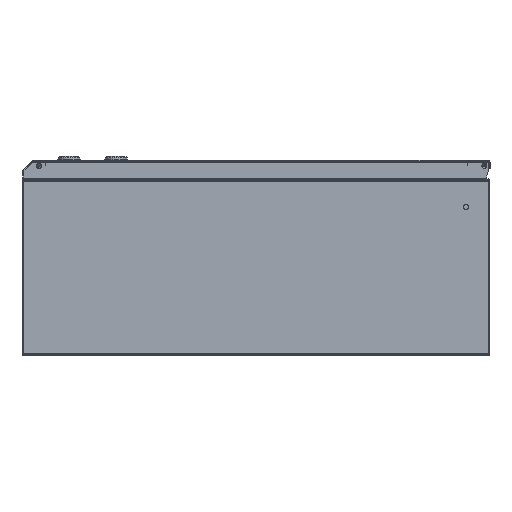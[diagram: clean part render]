
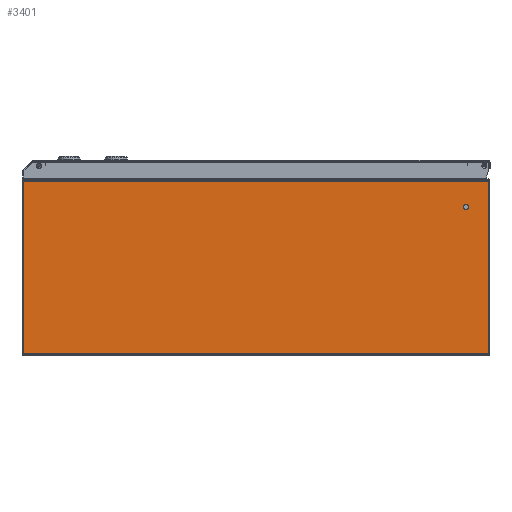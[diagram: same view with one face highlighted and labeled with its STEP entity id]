
A CAD part, front view. The second image highlights one B-rep face of the part: STEP entity #3401.
In plain terms, the highlighted face is planar.
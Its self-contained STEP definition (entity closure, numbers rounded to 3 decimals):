
#24 = ORIENTED_EDGE ( 'NONE', *, *, #529, .T. ) ;
#529 = EDGE_CURVE ( 'NONE', #4539, #18247, #18038, .T. ) ;
#1395 = DIRECTION ( 'NONE',  ( 0., 0., -1. ) ) ;
#2000 = CARTESIAN_POINT ( 'NONE',  ( -233.453, 0., 518.938 ) ) ;
#2066 = ORIENTED_EDGE ( 'NONE', *, *, #19608, .T. ) ;
#2207 = EDGE_CURVE ( 'NONE', #16997, #19455, #18308, .T. ) ;
#2431 = PLANE ( 'NONE',  #4482 ) ;
#3099 = ORIENTED_EDGE ( 'NONE', *, *, #9255, .F. ) ;
#3401 = ADVANCED_FACE ( 'NONE', ( #15285, #10251 ), #2431, .T. ) ;
#3690 = VERTEX_POINT ( 'NONE', #6858 ) ;
#4402 = CARTESIAN_POINT ( 'NONE',  ( -12.153, 0., 518.938 ) ) ;
#4482 = AXIS2_PLACEMENT_3D ( 'NONE', #2000, #10345, #16930 ) ;
#4539 = VERTEX_POINT ( 'NONE', #15646 ) ;
#4591 = DIRECTION ( 'NONE',  ( 0., 0., 1. ) ) ;
#4617 = AXIS2_PLACEMENT_3D ( 'NONE', #14730, #11129, #4591 ) ;
#5136 = DIRECTION ( 'NONE',  ( 0., 0., 1. ) ) ;
#5359 = CARTESIAN_POINT ( 'NONE',  ( -44.753, 0., 485.688 ) ) ;
#5635 = CARTESIAN_POINT ( 'NONE',  ( -44.753, 0., 492.188 ) ) ;
#6276 = LINE ( 'NONE', #12947, #10946 ) ;
#6697 = CIRCLE ( 'NONE', #4617, 3.25 ) ;
#6858 = CARTESIAN_POINT ( 'NONE',  ( -12.153, 0., -81.062 ) ) ;
#9255 = EDGE_CURVE ( 'NONE', #19455, #16997, #6697, .T. ) ;
#9356 = DIRECTION ( 'NONE',  ( 0., 0., 1. ) ) ;
#9443 = LINE ( 'NONE', #18183, #20319 ) ;
#10251 = FACE_OUTER_BOUND ( 'NONE', #20490, .T. ) ;
#10345 = DIRECTION ( 'NONE',  ( 0., 1., 0. ) ) ;
#10932 = ORIENTED_EDGE ( 'NONE', *, *, #16298, .T. ) ;
#10946 = VECTOR ( 'NONE', #17983, 1000. ) ;
#11129 = DIRECTION ( 'NONE',  ( 0., 1., 0. ) ) ;
#11356 = CARTESIAN_POINT ( 'NONE',  ( -233.453, 0., -81.062 ) ) ;
#12221 = EDGE_CURVE ( 'NONE', #16228, #3690, #9443, .T. ) ;
#12535 = CARTESIAN_POINT ( 'NONE',  ( -44.753, 0., 488.938 ) ) ;
#12655 = DIRECTION ( 'NONE',  ( 0., 1., 0. ) ) ;
#12856 = ORIENTED_EDGE ( 'NONE', *, *, #2207, .F. ) ;
#12947 = CARTESIAN_POINT ( 'NONE',  ( -233.453, 0., 518.938 ) ) ;
#14123 = CARTESIAN_POINT ( 'NONE',  ( -233.453, 0., 518.938 ) ) ;
#14628 = LINE ( 'NONE', #11356, #14639 ) ;
#14639 = VECTOR ( 'NONE', #19871, 1000. ) ;
#14730 = CARTESIAN_POINT ( 'NONE',  ( -44.753, 0., 488.938 ) ) ;
#15285 = FACE_BOUND ( 'NONE', #20986, .T. ) ;
#15646 = CARTESIAN_POINT ( 'NONE',  ( -233.453, 0., -81.062 ) ) ;
#16228 = VERTEX_POINT ( 'NONE', #4402 ) ;
#16298 = EDGE_CURVE ( 'NONE', #3690, #4539, #14628, .T. ) ;
#16707 = CARTESIAN_POINT ( 'NONE',  ( -233.453, 0., -81.062 ) ) ;
#16930 = DIRECTION ( 'NONE',  ( 0., 0., 1. ) ) ;
#16997 = VERTEX_POINT ( 'NONE', #5359 ) ;
#17278 = VECTOR ( 'NONE', #5136, 1000. ) ;
#17983 = DIRECTION ( 'NONE',  ( 1., 0., 0. ) ) ;
#18038 = LINE ( 'NONE', #16707, #17278 ) ;
#18183 = CARTESIAN_POINT ( 'NONE',  ( -12.153, 0., 518.938 ) ) ;
#18247 = VERTEX_POINT ( 'NONE', #14123 ) ;
#18308 = CIRCLE ( 'NONE', #19715, 3.25 ) ;
#19455 = VERTEX_POINT ( 'NONE', #5635 ) ;
#19608 = EDGE_CURVE ( 'NONE', #18247, #16228, #6276, .T. ) ;
#19715 = AXIS2_PLACEMENT_3D ( 'NONE', #12535, #12655, #9356 ) ;
#19871 = DIRECTION ( 'NONE',  ( -1., 0., 0. ) ) ;
#20319 = VECTOR ( 'NONE', #1395, 1000. ) ;
#20490 = EDGE_LOOP ( 'NONE', ( #2066, #21042, #10932, #24 ) ) ;
#20986 = EDGE_LOOP ( 'NONE', ( #3099, #12856 ) ) ;
#21042 = ORIENTED_EDGE ( 'NONE', *, *, #12221, .T. ) ;
